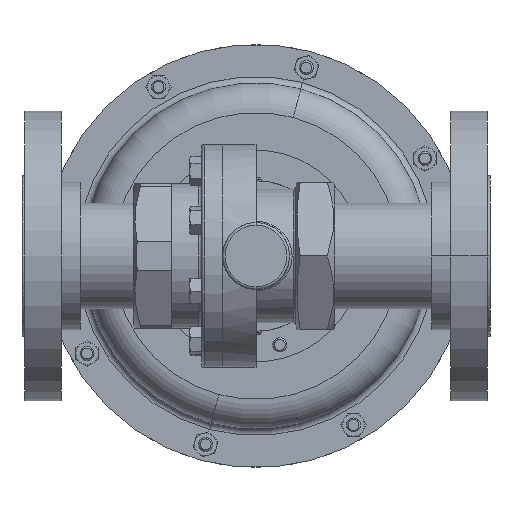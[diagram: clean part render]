
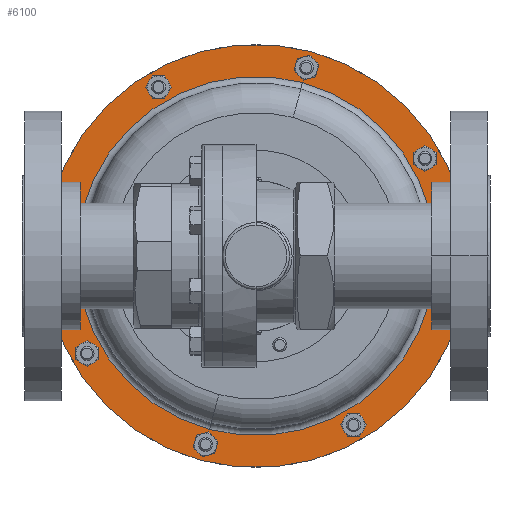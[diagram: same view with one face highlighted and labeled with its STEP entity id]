
A CAD part, front view. The second image highlights one B-rep face of the part: STEP entity #6100.
In plain terms, the highlighted planar face has unit normal (0, -1, 0).
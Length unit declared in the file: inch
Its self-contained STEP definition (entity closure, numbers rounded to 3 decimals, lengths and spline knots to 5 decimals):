
#1557 = EDGE_LOOP ( 'NONE', ( #29022, #5280 ) ) ;
#1560 = CARTESIAN_POINT ( 'NONE',  ( -1.04278, 8.0925, -3.89172 ) ) ;
#1985 = EDGE_LOOP ( 'NONE', ( #22032, #11120 ) ) ;
#2574 = DIRECTION ( 'NONE',  ( 0.259, 0., 0.966 ) ) ;
#3712 = VERTEX_POINT ( 'NONE', #27413 ) ;
#5049 = VERTEX_POINT ( 'NONE', #7739 ) ;
#5198 = EDGE_CURVE ( 'NONE', #27972, #3712, #21184, .T. ) ;
#5280 = ORIENTED_EDGE ( 'NONE', *, *, #5198, .T. ) ;
#6100 = ADVANCED_FACE ( 'NONE', ( #6625, #20105 ), #31942, .T. ) ;
#6625 = FACE_BOUND ( 'NONE', #1557, .T. ) ;
#7739 = CARTESIAN_POINT ( 'NONE',  ( 1.22939, 8.0925, 4.58815 ) ) ;
#11093 = CARTESIAN_POINT ( 'NONE',  ( 0., 8.0925, 0. ) ) ;
#11120 = ORIENTED_EDGE ( 'NONE', *, *, #29016, .F. ) ;
#12080 = CARTESIAN_POINT ( 'NONE',  ( 0., 8.0925, 0. ) ) ;
#12183 = DIRECTION ( 'NONE',  ( 0., -1., 0. ) ) ;
#14444 = DIRECTION ( 'NONE',  ( 0.259, 0., 0.966 ) ) ;
#14521 = DIRECTION ( 'NONE',  ( 0., 1., 0. ) ) ;
#15397 = DIRECTION ( 'NONE',  ( 0.259, 0., 0.966 ) ) ;
#17956 = AXIS2_PLACEMENT_3D ( 'NONE', #25388, #12183, #35426 ) ;
#20105 = FACE_OUTER_BOUND ( 'NONE', #1985, .T. ) ;
#20400 = CIRCLE ( 'NONE', #37770, 4.75 ) ;
#21184 = CIRCLE ( 'NONE', #29349, 4.029 ) ;
#22032 = ORIENTED_EDGE ( 'NONE', *, *, #32635, .F. ) ;
#22449 = DIRECTION ( 'NONE',  ( 0., 1., 0. ) ) ;
#25388 = CARTESIAN_POINT ( 'NONE',  ( 4.58815, 8.0925, -1.22939 ) ) ;
#27413 = CARTESIAN_POINT ( 'NONE',  ( 1.04278, 8.0925, 3.89172 ) ) ;
#27972 = VERTEX_POINT ( 'NONE', #1560 ) ;
#29016 = EDGE_CURVE ( 'NONE', #34610, #5049, #37187, .T. ) ;
#29022 = ORIENTED_EDGE ( 'NONE', *, *, #30112, .T. ) ;
#29349 = AXIS2_PLACEMENT_3D ( 'NONE', #42299, #22449, #2574 ) ;
#30112 = EDGE_CURVE ( 'NONE', #3712, #27972, #34021, .T. ) ;
#31942 = PLANE ( 'NONE',  #17956 ) ;
#32635 = EDGE_CURVE ( 'NONE', #5049, #34610, #20400, .T. ) ;
#34021 = CIRCLE ( 'NONE', #36900, 4.029 ) ;
#34344 = DIRECTION ( 'NONE',  ( 0., 1., 0. ) ) ;
#34423 = CARTESIAN_POINT ( 'NONE',  ( 0., 8.0925, 0. ) ) ;
#34610 = VERTEX_POINT ( 'NONE', #36820 ) ;
#35314 = DIRECTION ( 'NONE',  ( 0., 1., 0. ) ) ;
#35426 = DIRECTION ( 'NONE',  ( -0.259, 0., -0.966 ) ) ;
#36820 = CARTESIAN_POINT ( 'NONE',  ( -1.22939, 8.0925, -4.58815 ) ) ;
#36900 = AXIS2_PLACEMENT_3D ( 'NONE', #11093, #34344, #14444 ) ;
#37187 = CIRCLE ( 'NONE', #41573, 4.75 ) ;
#37735 = DIRECTION ( 'NONE',  ( 0.259, 0., 0.966 ) ) ;
#37770 = AXIS2_PLACEMENT_3D ( 'NONE', #12080, #35314, #15397 ) ;
#41573 = AXIS2_PLACEMENT_3D ( 'NONE', #34423, #14521, #37735 ) ;
#42299 = CARTESIAN_POINT ( 'NONE',  ( 0., 8.0925, 0. ) ) ;
